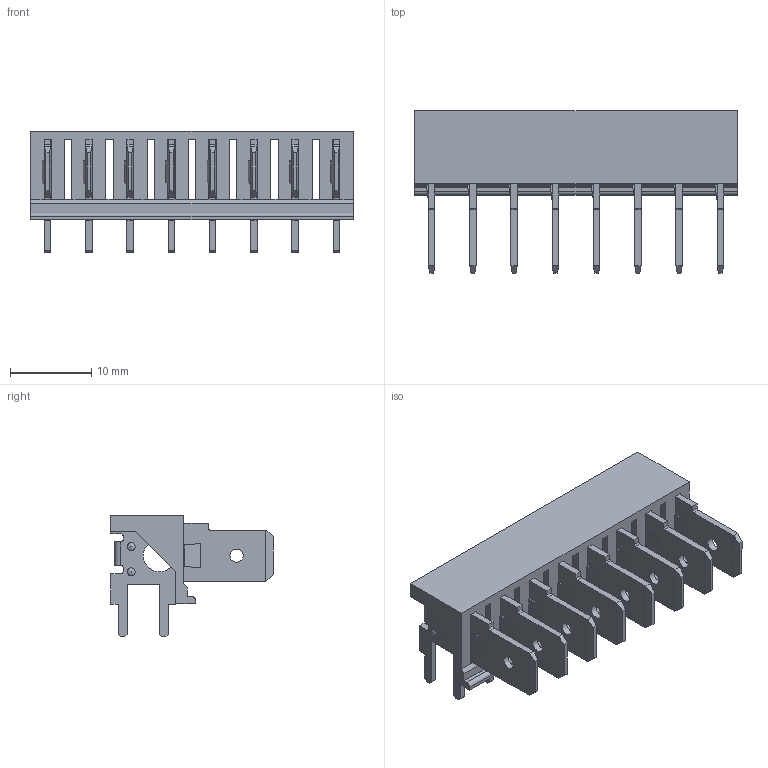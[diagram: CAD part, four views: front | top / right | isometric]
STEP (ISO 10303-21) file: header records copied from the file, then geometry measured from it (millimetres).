
FILE_DESCRIPTION(/* description */ ('Unknown'),/* implementation_level */ '2;1');
FILE_NAME(/* name */ 'J_Wurth_WR-FAST_638263122008',/* time_stamp */ '2025-06-19T09:38:09+08:00',/* author */ ('Unknown'),/* organization */ ('Unknown'),/* preprocessor_version */ 'ST-DEVELOPER v19.4',/* originating_system */ 'Solid Edge',/* authorisation */ 'Unknown');
FILE_SCHEMA (('AUTOMOTIVE_DESIGN {1 0 10303 214 3 1 1}'));
Length unit declared in the file: millimetre
Products named in the file (2): J_Wurth_WR-FAST_638263122008
Assembly tree (1 placements, depth 2):
  J_Wurth_WR-FAST_638263122008
    J_Wurth_WR-FAST_638263122008
Bounding box: 39.68 x 20 x 15 mm (x, y, z)
Volume: 2149.4 mm3; surface area: 5105.3 mm2
Topology: 1 solids, 1 shells, 606 faces, 1792 edges, 1142 vertices
Faces by surface type: plane 469, cylinder 89, cone 32, torus 16
Full cylindrical faces by diameter (mm): 1.65 x8, 4 x8
Entity records: 23780 total; most frequent: CARTESIAN_POINT 3446, ORIENTED_EDGE 3424, DIRECTION 3138, EDGE_CURVE 1712, LINE 1502, VECTOR 1502, VERTEX_POINT 1126, AXIS2_PLACEMENT_3D 818
